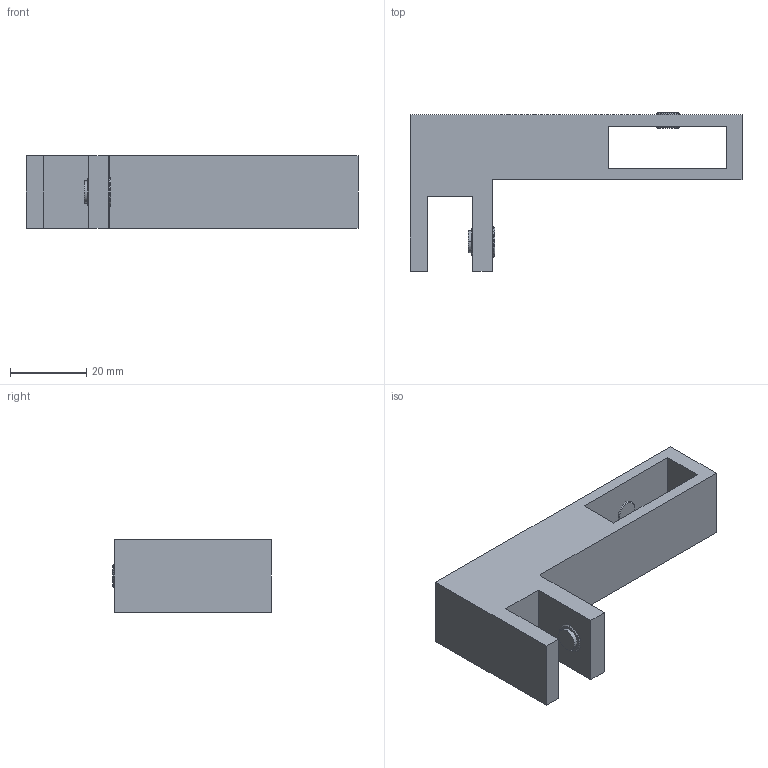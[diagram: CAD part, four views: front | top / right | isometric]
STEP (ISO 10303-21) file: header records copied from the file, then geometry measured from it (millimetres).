
FILE_DESCRIPTION (( 'STEP AP203' ), '1' );
FILE_NAME ('GS-304_ZP-221_P_Cr.STEP', '2019-09-11T06:40:31', ( '' ), ( '' ), 'SwSTEP 2.0', 'SolidWorks 2019', '' );
FILE_SCHEMA (( 'CONFIG_CONTROL_DESIGN' ));
Length unit declared in the file: millimetre
Products named in the file (5): DIN 913_M6x4_A2-70; GS-304_ZP-221_P_Cr.P1; GS-304_ZP-221_P_Cr; GS-304_ZP-221_P_Cr.P2; DIN xxx_M8x6_A2-70
Assembly tree (4 placements, depth 2):
  GS-304_ZP-221_P_Cr
    GS-304_ZP-221_P_Cr.P1
    DIN xxx_M8x6_A2-70
    GS-304_ZP-221_P_Cr.P2
    DIN 913_M6x4_A2-70
Bounding box: 87 x 41.5 x 19 mm (x, y, z)
Volume: 27120 mm3; surface area: 10631.2 mm2
Topology: 4 solids, 4 shells, 86 faces, 177 edges, 99 vertices
Faces by surface type: plane 41, cone 32, cylinder 13
Entity records: 2868 total; most frequent: CARTESIAN_POINT 539, DIRECTION 403, ORIENTED_EDGE 350, EDGE_CURVE 175, AXIS2_PLACEMENT_3D 155, VERTEX_POINT 99, EDGE_LOOP 96, LINE 93
